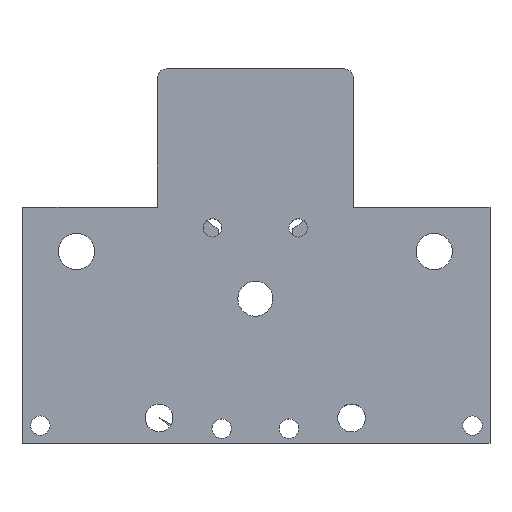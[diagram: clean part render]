
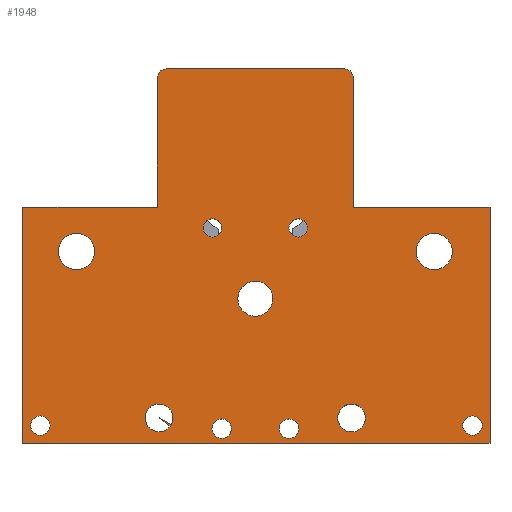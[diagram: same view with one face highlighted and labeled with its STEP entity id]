
A CAD part, top view. The second image highlights one B-rep face of the part: STEP entity #1948.
In plain terms, the highlighted planar face has unit normal (0, 0, 1).
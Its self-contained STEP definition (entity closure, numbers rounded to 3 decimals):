
#66=FACE_BOUND($,#338,.T.);
#67=FACE_BOUND($,#339,.T.);
#68=FACE_BOUND($,#340,.T.);
#69=FACE_BOUND($,#341,.T.);
#70=FACE_BOUND($,#342,.T.);
#71=FACE_BOUND($,#343,.T.);
#72=FACE_BOUND($,#344,.T.);
#73=FACE_BOUND($,#345,.T.);
#74=FACE_BOUND($,#346,.T.);
#75=FACE_BOUND($,#347,.T.);
#76=FACE_BOUND($,#348,.T.);
#117=PLANE($,#2143);
#212=FACE_OUTER_BOUND($,#337,.T.);
#337=EDGE_LOOP($,(#1749,#1750,#1751,#1752,#1753,#1754,#1755,#1756,#1757,
#1758));
#338=EDGE_LOOP($,(#1759));
#339=EDGE_LOOP($,(#1760));
#340=EDGE_LOOP($,(#1761));
#341=EDGE_LOOP($,(#1762,#1763,#1764));
#342=EDGE_LOOP($,(#1765));
#343=EDGE_LOOP($,(#1766));
#344=EDGE_LOOP($,(#1767));
#345=EDGE_LOOP($,(#1768));
#346=EDGE_LOOP($,(#1769));
#347=EDGE_LOOP($,(#1770));
#348=EDGE_LOOP($,(#1771));
#365=LINE($,#2759,#538);
#390=LINE($,#2838,#563);
#396=LINE($,#2849,#569);
#404=LINE($,#2871,#577);
#516=LINE($,#3342,#689);
#517=LINE($,#3368,#690);
#518=LINE($,#3370,#691);
#519=LINE($,#3372,#692);
#520=LINE($,#3373,#693);
#538=VECTOR($,#2193,29.657);
#563=VECTOR($,#2254,29.657);
#569=VECTOR($,#2262,40.794);
#577=VECTOR($,#2282,31.327);
#689=VECTOR($,#2658,3.175);
#690=VECTOR($,#2693,30.827);
#691=VECTOR($,#2694,54.);
#692=VECTOR($,#2695,106.948);
#693=VECTOR($,#2696,54.);
#699=CIRCLE($,#1957,2.);
#703=CIRCLE($,#1963,2.);
#743=CIRCLE($,#2044,2.223);
#745=CIRCLE($,#2047,2.223);
#749=CIRCLE($,#2053,4.);
#782=CIRCLE($,#2125,35.087);
#783=CIRCLE($,#2128,2.223);
#784=CIRCLE($,#2130,2.223);
#785=CIRCLE($,#2132,2.096);
#786=CIRCLE($,#2134,2.096);
#787=CIRCLE($,#2136,4.15);
#788=CIRCLE($,#2138,4.15);
#789=CIRCLE($,#2140,3.175);
#790=CIRCLE($,#2142,3.175);
#794=VERTEX_POINT($,#2718);
#795=VERTEX_POINT($,#2719);
#801=VERTEX_POINT($,#2735);
#802=VERTEX_POINT($,#2736);
#809=VERTEX_POINT($,#2757);
#845=VERTEX_POINT($,#2837);
#857=VERTEX_POINT($,#2870);
#915=VERTEX_POINT($,#3146);
#917=VERTEX_POINT($,#3151);
#920=VERTEX_POINT($,#3160);
#968=VERTEX_POINT($,#3334);
#969=VERTEX_POINT($,#3336);
#970=VERTEX_POINT($,#3340);
#971=VERTEX_POINT($,#3344);
#972=VERTEX_POINT($,#3347);
#973=VERTEX_POINT($,#3350);
#974=VERTEX_POINT($,#3353);
#975=VERTEX_POINT($,#3356);
#976=VERTEX_POINT($,#3359);
#977=VERTEX_POINT($,#3364);
#978=VERTEX_POINT($,#3367);
#979=VERTEX_POINT($,#3369);
#980=VERTEX_POINT($,#3371);
#981=EDGE_CURVE($,#794,#795,#699,.T.);
#989=EDGE_CURVE($,#801,#802,#703,.T.);
#1001=EDGE_CURVE($,#794,#809,#365,.T.);
#1040=EDGE_CURVE($,#845,#802,#390,.T.);
#1046=EDGE_CURVE($,#801,#795,#396,.T.);
#1057=EDGE_CURVE($,#857,#845,#404,.T.);
#1143=EDGE_CURVE($,#915,#915,#743,.T.);
#1145=EDGE_CURVE($,#917,#917,#745,.T.);
#1149=EDGE_CURVE($,#920,#920,#749,.T.);
#1237=EDGE_CURVE($,#968,#969,#782,.T.);
#1240=EDGE_CURVE($,#969,#970,#516,.T.);
#1241=EDGE_CURVE($,#971,#971,#783,.T.);
#1242=EDGE_CURVE($,#972,#972,#784,.T.);
#1243=EDGE_CURVE($,#973,#973,#785,.T.);
#1244=EDGE_CURVE($,#974,#974,#786,.T.);
#1245=EDGE_CURVE($,#975,#975,#787,.T.);
#1246=EDGE_CURVE($,#976,#976,#788,.T.);
#1247=EDGE_CURVE($,#968,#970,#789,.T.);
#1248=EDGE_CURVE($,#977,#977,#790,.T.);
#1249=EDGE_CURVE($,#809,#978,#517,.T.);
#1250=EDGE_CURVE($,#978,#979,#518,.T.);
#1251=EDGE_CURVE($,#979,#980,#519,.T.);
#1252=EDGE_CURVE($,#980,#857,#520,.T.);
#1749=ORIENTED_EDGE($,*,*,#981,.F.);
#1750=ORIENTED_EDGE($,*,*,#1001,.T.);
#1751=ORIENTED_EDGE($,*,*,#1249,.T.);
#1752=ORIENTED_EDGE($,*,*,#1250,.T.);
#1753=ORIENTED_EDGE($,*,*,#1251,.T.);
#1754=ORIENTED_EDGE($,*,*,#1252,.T.);
#1755=ORIENTED_EDGE($,*,*,#1057,.T.);
#1756=ORIENTED_EDGE($,*,*,#1040,.T.);
#1757=ORIENTED_EDGE($,*,*,#989,.F.);
#1758=ORIENTED_EDGE($,*,*,#1046,.T.);
#1759=ORIENTED_EDGE($,*,*,#1143,.T.);
#1760=ORIENTED_EDGE($,*,*,#1145,.T.);
#1761=ORIENTED_EDGE($,*,*,#1149,.T.);
#1762=ORIENTED_EDGE($,*,*,#1237,.F.);
#1763=ORIENTED_EDGE($,*,*,#1247,.T.);
#1764=ORIENTED_EDGE($,*,*,#1240,.F.);
#1765=ORIENTED_EDGE($,*,*,#1248,.T.);
#1766=ORIENTED_EDGE($,*,*,#1246,.T.);
#1767=ORIENTED_EDGE($,*,*,#1245,.T.);
#1768=ORIENTED_EDGE($,*,*,#1244,.T.);
#1769=ORIENTED_EDGE($,*,*,#1243,.T.);
#1770=ORIENTED_EDGE($,*,*,#1242,.T.);
#1771=ORIENTED_EDGE($,*,*,#1241,.T.);
#1948=ADVANCED_FACE($,(#212,#66,#67,#68,#69,#70,#71,#72,#73,#74,#75,#76),
#117,.T.);
#1957=AXIS2_PLACEMENT_3D($,#2720,#2155,#2156);
#1963=AXIS2_PLACEMENT_3D($,#2737,#2171,#2172);
#2044=AXIS2_PLACEMENT_3D($,#3147,#2435,#2436);
#2047=AXIS2_PLACEMENT_3D($,#3152,#2441,#2442);
#2053=AXIS2_PLACEMENT_3D($,#3161,#2453,#2454);
#2125=AXIS2_PLACEMENT_3D($,#3337,#2652,#2653);
#2128=AXIS2_PLACEMENT_3D($,#3345,#2661,#2662);
#2130=AXIS2_PLACEMENT_3D($,#3348,#2665,#2666);
#2132=AXIS2_PLACEMENT_3D($,#3351,#2669,#2670);
#2134=AXIS2_PLACEMENT_3D($,#3354,#2673,#2674);
#2136=AXIS2_PLACEMENT_3D($,#3357,#2677,#2678);
#2138=AXIS2_PLACEMENT_3D($,#3360,#2681,#2682);
#2140=AXIS2_PLACEMENT_3D($,#3362,#2685,#2686);
#2142=AXIS2_PLACEMENT_3D($,#3365,#2689,#2690);
#2143=AXIS2_PLACEMENT_3D($,#3366,#2691,#2692);
#2155=DIRECTION('center_axis',(0.,0.,-1.));
#2156=DIRECTION('ref_axis',(-0.707,0.707,0.));
#2171=DIRECTION('center_axis',(0.,0.,-1.));
#2172=DIRECTION('ref_axis',(0.707,0.707,0.));
#2193=DIRECTION($,(0.,-1.,0.));
#2254=DIRECTION($,(0.,1.,0.));
#2262=DIRECTION($,(-1.,0.,0.));
#2282=DIRECTION($,(-1.,0.,0.));
#2435=DIRECTION('center_axis',(0.,0.,-1.));
#2436=DIRECTION('ref_axis',(-1.,0.,0.));
#2441=DIRECTION('center_axis',(0.,0.,-1.));
#2442=DIRECTION('ref_axis',(-1.,0.,0.));
#2453=DIRECTION('center_axis',(0.,0.,-1.));
#2454=DIRECTION('ref_axis',(1.,0.,0.));
#2652=DIRECTION('center_axis',(0.,0.,-1.));
#2653=DIRECTION('ref_axis',(1.,0.,0.));
#2658=DIRECTION($,(0.872,-0.49,0.));
#2661=DIRECTION('center_axis',(0.,0.,-1.));
#2662=DIRECTION('ref_axis',(-1.,0.,0.));
#2665=DIRECTION('center_axis',(0.,0.,-1.));
#2666=DIRECTION('ref_axis',(-1.,0.,0.));
#2669=DIRECTION('center_axis',(0.,0.,-1.));
#2670=DIRECTION('ref_axis',(-1.,0.,0.));
#2673=DIRECTION('center_axis',(0.,0.,-1.));
#2674=DIRECTION('ref_axis',(-1.,0.,0.));
#2677=DIRECTION('center_axis',(0.,0.,-1.));
#2678=DIRECTION('ref_axis',(-1.,0.,0.));
#2681=DIRECTION('center_axis',(0.,0.,-1.));
#2682=DIRECTION('ref_axis',(-1.,0.,0.));
#2685=DIRECTION('center_axis',(0.,0.,-1.));
#2686=DIRECTION('ref_axis',(-1.,0.,0.));
#2689=DIRECTION('center_axis',(0.,0.,-1.));
#2690=DIRECTION('ref_axis',(-1.,0.,0.));
#2691=DIRECTION('center_axis',(0.,0.,1.));
#2692=DIRECTION('ref_axis',(1.,0.,0.));
#2693=DIRECTION($,(-1.,0.,0.));
#2694=DIRECTION($,(0.,-1.,0.));
#2695=DIRECTION($,(1.,0.,0.));
#2696=DIRECTION($,(0.,1.,0.));
#2718=CARTESIAN_POINT('',(57.3,93.157,6.35));
#2719=CARTESIAN_POINT('',(59.3,95.157,6.35));
#2720=CARTESIAN_POINT('Origin',(59.3,93.157,6.35));
#2735=CARTESIAN_POINT('',(100.094,95.157,6.35));
#2736=CARTESIAN_POINT('',(102.094,93.157,6.35));
#2737=CARTESIAN_POINT('Origin',(100.094,93.157,6.35));
#2757=CARTESIAN_POINT('',(57.3,63.5,6.35));
#2759=CARTESIAN_POINT($,(57.3,95.157,6.35));
#2837=CARTESIAN_POINT('',(102.094,63.5,6.35));
#2838=CARTESIAN_POINT($,(102.094,63.5,6.35));
#2849=CARTESIAN_POINT($,(102.094,95.157,6.35));
#2870=CARTESIAN_POINT('',(133.42,63.5,6.35));
#2871=CARTESIAN_POINT($,(133.42,63.5,6.35));
#3146=CARTESIAN_POINT('',(131.643,13.5,6.35));
#3147=CARTESIAN_POINT('Origin',(129.42,13.5,6.35));
#3151=CARTESIAN_POINT('',(32.695,13.5,6.35));
#3152=CARTESIAN_POINT('Origin',(30.473,13.5,6.35));
#3160=CARTESIAN_POINT('',(75.697,42.545,6.35));
#3161=CARTESIAN_POINT('Origin',(79.697,42.545,6.35));
#3334=CARTESIAN_POINT('',(60.221,13.36,6.35));
#3336=CARTESIAN_POINT('',(57.662,15.24,6.35));
#3337=CARTESIAN_POINT('Origin',(79.697,42.545,6.35));
#3340=CARTESIAN_POINT('',(60.429,13.683,6.35));
#3342=CARTESIAN_POINT($,(64.35,11.478,6.35));
#3344=CARTESIAN_POINT('',(74.22,12.795,6.35));
#3345=CARTESIAN_POINT('Origin',(71.997,12.795,6.35));
#3347=CARTESIAN_POINT('',(89.619,12.795,6.35));
#3348=CARTESIAN_POINT('Origin',(87.396,12.795,6.35));
#3350=CARTESIAN_POINT('',(71.988,58.738,6.35));
#3351=CARTESIAN_POINT('Origin',(69.892,58.738,6.35));
#3353=CARTESIAN_POINT('',(91.597,58.738,6.35));
#3354=CARTESIAN_POINT('Origin',(89.501,58.738,6.35));
#3356=CARTESIAN_POINT('',(42.909,53.34,6.35));
#3357=CARTESIAN_POINT('Origin',(38.759,53.34,6.35));
#3359=CARTESIAN_POINT('',(124.785,53.34,6.35));
#3360=CARTESIAN_POINT('Origin',(120.635,53.34,6.35));
#3362=CARTESIAN_POINT('Origin',(57.662,15.24,6.35));
#3364=CARTESIAN_POINT('',(104.906,15.24,6.35));
#3365=CARTESIAN_POINT('Origin',(101.731,15.24,6.35));
#3366=CARTESIAN_POINT('Origin',(79.905,47.221,6.35));
#3367=CARTESIAN_POINT('',(26.473,63.5,6.35));
#3368=CARTESIAN_POINT($,(57.3,63.5,6.35));
#3369=CARTESIAN_POINT('',(26.473,9.5,6.35));
#3370=CARTESIAN_POINT($,(26.473,63.5,6.35));
#3371=CARTESIAN_POINT('',(133.42,9.5,6.35));
#3372=CARTESIAN_POINT($,(26.473,9.5,6.35));
#3373=CARTESIAN_POINT($,(133.42,9.5,6.35));
